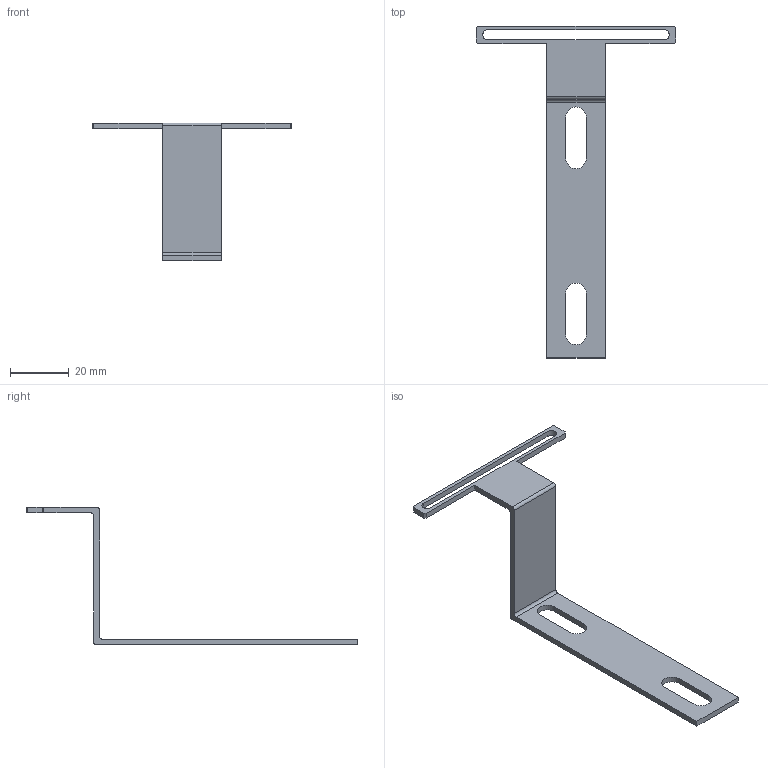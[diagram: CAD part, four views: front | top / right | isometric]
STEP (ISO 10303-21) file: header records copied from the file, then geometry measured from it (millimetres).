
FILE_DESCRIPTION (( 'STEP AP214' ), '1' );
FILE_NAME ('SV 3 STOP.STEP', '2025-09-07T23:50:41', ( '' ), ( '' ), 'SwSTEP 2.0', 'SolidWorks 2024', '' );
FILE_SCHEMA (( 'AUTOMOTIVE_DESIGN' ));
Length unit declared in the file: millimetre
Products named in the file (1): SV 3 STOP
Bounding box: 68 x 113 x 47 mm (x, y, z)
Volume: 5909.8 mm3; surface area: 7239.1 mm2
Topology: 1 solids, 1 shells, 35 faces, 99 edges, 66 vertices
Faces by surface type: plane 24, cylinder 11
Entity records: 1170 total; most frequent: CARTESIAN_POINT 201, ORIENTED_EDGE 198, DIRECTION 193, EDGE_CURVE 99, LINE 77, VECTOR 77, VERTEX_POINT 66, AXIS2_PLACEMENT_3D 58
